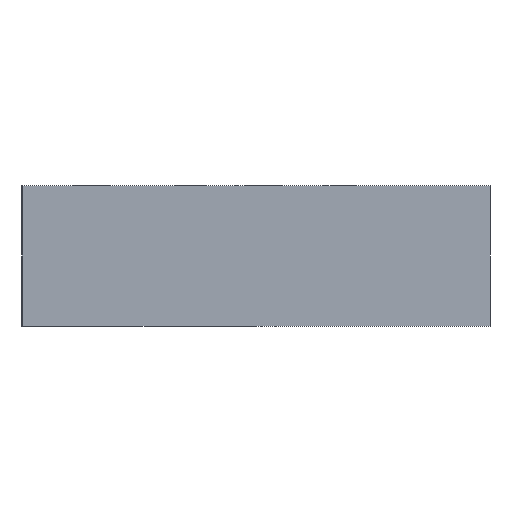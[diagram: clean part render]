
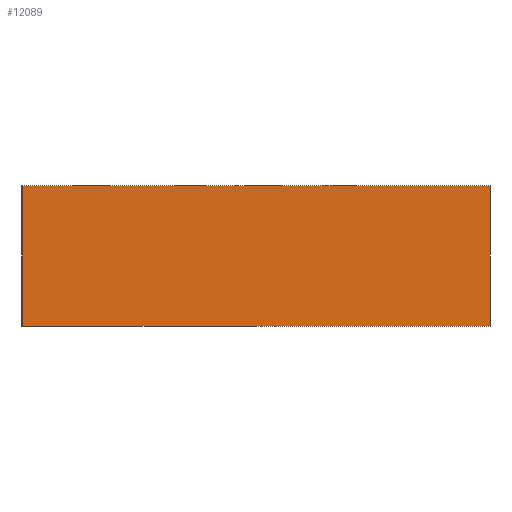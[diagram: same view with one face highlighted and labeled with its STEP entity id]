
A CAD part, front view. The second image highlights one B-rep face of the part: STEP entity #12089.
In plain terms, the highlighted planar face has unit normal (0, -1, 0).
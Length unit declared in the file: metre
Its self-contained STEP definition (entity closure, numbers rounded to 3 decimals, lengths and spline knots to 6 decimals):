
#3274=ORIENTED_EDGE('',*,*,#6051,.T.);
#3275=ORIENTED_EDGE('',*,*,#6052,.F.);
#3276=ORIENTED_EDGE('',*,*,#5920,.F.);
#3277=ORIENTED_EDGE('',*,*,#6049,.T.);
#5920=EDGE_CURVE('',#7457,#7459,#8515,.T.);
#6049=EDGE_CURVE('',#7457,#7586,#8574,.T.);
#6051=EDGE_CURVE('',#7586,#7588,#8576,.T.);
#6052=EDGE_CURVE('',#7459,#7588,#8577,.T.);
#7457=VERTEX_POINT('',#18950);
#7459=VERTEX_POINT('',#18953);
#7586=VERTEX_POINT('',#19349);
#7588=VERTEX_POINT('',#19355);
#8515=LINE('',#18952,#9563);
#8574=LINE('',#19351,#9622);
#8576=LINE('',#19354,#9624);
#8577=LINE('',#19356,#9625);
#9563=VECTOR('',#13770,1.);
#9622=VECTOR('',#13831,1.);
#9624=VECTOR('',#13835,1.);
#9625=VECTOR('',#13836,1.);
#10420=EDGE_LOOP('',(#3274,#3275,#3276,#3277));
#11132=FACE_BOUND('',#10420,.T.);
#11614=PLANE('',#12769);
#12089=ADVANCED_FACE('',(#11132),#11614,.F.);
#12769=AXIS2_PLACEMENT_3D('',#19353,#13833,#13834);
#13770=DIRECTION('',(1.,0.,0.));
#13831=DIRECTION('',(0.,0.,-1.));
#13833=DIRECTION('',(0.,1.,0.));
#13834=DIRECTION('',(0.,0.,1.));
#13835=DIRECTION('',(1.,0.,0.));
#13836=DIRECTION('',(0.,0.,-1.));
#18950=CARTESIAN_POINT('',(0.,0.,0.015));
#18952=CARTESIAN_POINT('',(0.025,0.,0.015));
#18953=CARTESIAN_POINT('',(0.05,0.,0.015));
#19349=CARTESIAN_POINT('',(0.,0.,0.));
#19351=CARTESIAN_POINT('',(0.,0.,0.015));
#19353=CARTESIAN_POINT('',(0.025,0.,0.015));
#19354=CARTESIAN_POINT('',(0.025,0.,0.));
#19355=CARTESIAN_POINT('',(0.05,0.,0.));
#19356=CARTESIAN_POINT('',(0.05,0.,0.015));
